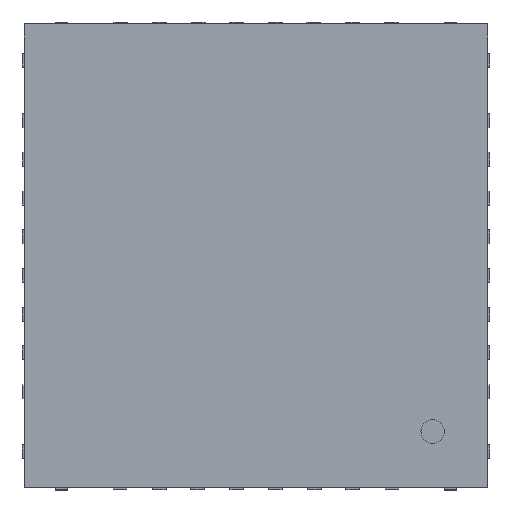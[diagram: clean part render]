
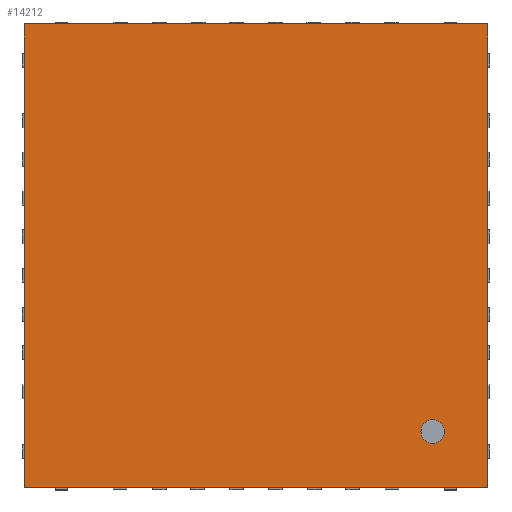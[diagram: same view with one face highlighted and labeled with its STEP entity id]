
A CAD part, top view. The second image highlights one B-rep face of the part: STEP entity #14212.
In plain terms, the highlighted planar face has unit normal (0, 0, 1).
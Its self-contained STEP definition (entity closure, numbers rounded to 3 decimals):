
#242=CIRCLE('',#14897,0.152);
#2041=ORIENTED_EDGE('',*,*,#4533,.F.);
#2042=ORIENTED_EDGE('',*,*,#3823,.T.);
#2043=ORIENTED_EDGE('',*,*,#3662,.T.);
#2044=ORIENTED_EDGE('',*,*,#3642,.T.);
#2045=ORIENTED_EDGE('',*,*,#3755,.T.);
#3642=EDGE_CURVE('',#5193,#5192,#6158,.T.);
#3662=EDGE_CURVE('',#5210,#5193,#6178,.T.);
#3755=EDGE_CURVE('',#5192,#5294,#6270,.T.);
#3823=EDGE_CURVE('',#5294,#5210,#6337,.T.);
#4533=EDGE_CURVE('',#5806,#5806,#242,.T.);
#5192=VERTEX_POINT('',#18548);
#5193=VERTEX_POINT('',#18550);
#5210=VERTEX_POINT('',#18591);
#5294=VERTEX_POINT('',#18773);
#5806=VERTEX_POINT('',#20301);
#6158=LINE('',#18549,#7540);
#6178=LINE('',#18590,#7560);
#6270=LINE('',#18774,#7652);
#6337=LINE('',#18907,#7719);
#7540=VECTOR('',#15544,1000.);
#7560=VECTOR('',#15572,1000.);
#7652=VECTOR('',#15678,1000.);
#7719=VECTOR('',#15765,1000.);
#8950=EDGE_LOOP('',(#2041));
#8951=EDGE_LOOP('',(#2042,#2043,#2044,#2045));
#9486=FACE_BOUND('',#8950,.T.);
#9487=FACE_BOUND('',#8951,.T.);
#9999=PLANE('',#14896);
#14212=ADVANCED_FACE('',(#9486,#9487),#9999,.T.);
#14896=AXIS2_PLACEMENT_3D('',#20299,#17017,#17018);
#14897=AXIS2_PLACEMENT_3D('',#20300,#17019,#17020);
#15544=DIRECTION('',(-1.,0.,0.));
#15572=DIRECTION('',(0.,1.,0.));
#15678=DIRECTION('',(0.,-1.,0.));
#15765=DIRECTION('',(1.,0.,0.));
#17017=DIRECTION('',(0.,0.,1.));
#17018=DIRECTION('',(1.,0.,0.));
#17019=DIRECTION('',(0.,0.,1.));
#17020=DIRECTION('',(1.,0.,0.));
#18548=CARTESIAN_POINT('',(-3.,3.,0.9));
#18549=CARTESIAN_POINT('',(3.,3.,0.9));
#18550=CARTESIAN_POINT('',(3.,3.,0.9));
#18590=CARTESIAN_POINT('',(3.,-3.,0.9));
#18591=CARTESIAN_POINT('',(3.,-3.,0.9));
#18773=CARTESIAN_POINT('',(-3.,-3.,0.9));
#18774=CARTESIAN_POINT('',(-3.,3.,0.9));
#18907=CARTESIAN_POINT('',(-3.,-3.,0.9));
#20299=CARTESIAN_POINT('',(0.,0.,0.9));
#20300=CARTESIAN_POINT('',(2.286,-2.272,0.9));
#20301=CARTESIAN_POINT('',(2.438,-2.272,0.9));
